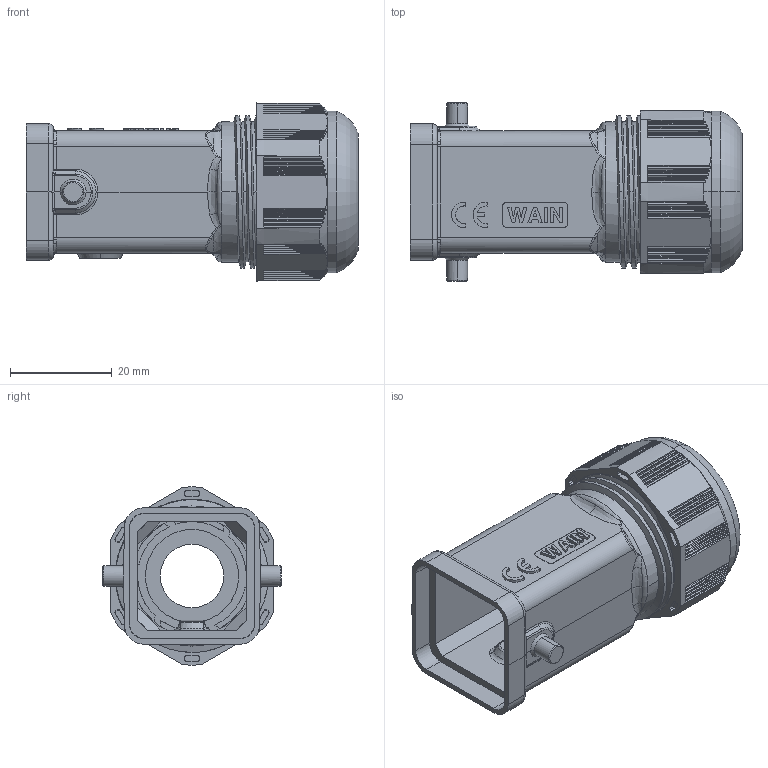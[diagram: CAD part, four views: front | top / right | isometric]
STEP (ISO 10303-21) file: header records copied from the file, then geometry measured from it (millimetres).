
FILE_DESCRIPTION((''),'2;1');
FILE_NAME('1180034101516_01-H3A__SW0001','2024-03-19T',('13001'),(''),'PRO/ENGINEER BY PARAMETRIC TECHNOLOGY CORPORATION, 2012480','PRO/ENGINEER BY PARAMETRIC TECHNOLOGY CORPORATION, 2012480','');
FILE_SCHEMA(('CONFIG_CONTROL_DESIGN'));
Products named in the file (1): 1180034101516_01-H3A__SW0001
Bounding box: 65.2 x 35 x 35 mm (x, y, z)
Volume: 17872.3 mm3; surface area: 21653 mm2
Topology: 1 solids, 1 shells, 1168 faces, 3510 edges, 2237 vertices
Faces by surface type: plane 483, cylinder 378, torus 122, bspline 85, cone 60, sphere 40
Entity records: 50368 total; most frequent: CARTESIAN_POINT 20277, ORIENTED_EDGE 6948, DIRECTION 5615, EDGE_CURVE 3474, VERTEX_POINT 2237, AXIS2_PLACEMENT_3D 2071, VECTOR 1473, LINE 1473
